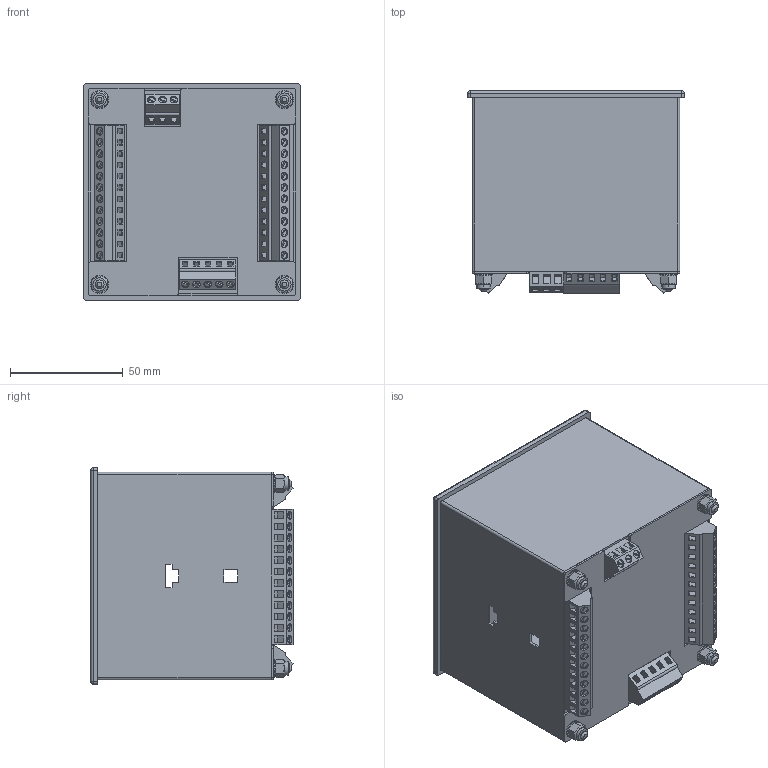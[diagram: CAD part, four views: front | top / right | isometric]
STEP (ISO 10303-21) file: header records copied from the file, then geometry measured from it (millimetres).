
FILE_DESCRIPTION(('TFLEX Exchange Step'),'2;1');
FILE_NAME('3D-модель прибора 35C5.stp', '2020-10-20T20:32:50+05:00',('Алексей'),('Unknown organisation'),'TFLEX Exchange 2019.1','T-FLEX CAD','Unknown authorisation');
FILE_SCHEMA( ('AUTOMOTIVE_DESIGN { 1 0 10303 214 1 1 1 1 }') );
Length unit declared in the file: millimetre
Products named in the file (12): Клемма:6; Клемма; Клемма кр:4; Клемма кр; Клемма:13; <Гайки стопорные>Гайка ГОСТ Р 50273-92; <Шайбы>Шайба ГОСТ 10450-78; <Шпильки>Шпилька ГОСТ 22038-76; Этикетка; Корпус; _35C5
Assembly tree (38 placements, depth 3):
  _35C5
    Клемма
      Клемма:6  x5
    Клемма кр
      Клемма кр:4  x3
    Клемма  x2
      Клемма:13
    <Гайки стопорные>Гайка ГОСТ Р 50273-92  x4
    <Шайбы>Шайба ГОСТ 10450-78  x4
    <Шпильки>Шпилька ГОСТ 22038-76  x4
    Этикетка
    Корпус
Bounding box: 96 x 89.63 x 96 mm (x, y, z)
Volume: 90787.7 mm3; surface area: 137916.5 mm2
Topology: 91 solids, 91 shells, 1733 faces, 4259 edges, 2778 vertices
Faces by surface type: plane 1389, cylinder 196, bspline 116, cone 28, sphere 4
Full cylindrical faces by diameter (mm): 3.242 x4, 3.5 x64
Entity records: 36873 total; most frequent: CARTESIAN_POINT 7889, ORIENTED_EDGE 6030, DIRECTION 5422, EDGE_CURVE 3015, VECTOR 2378, LINE 2378, VERTEX_POINT 1977, AXIS2_PLACEMENT_3D 1522
